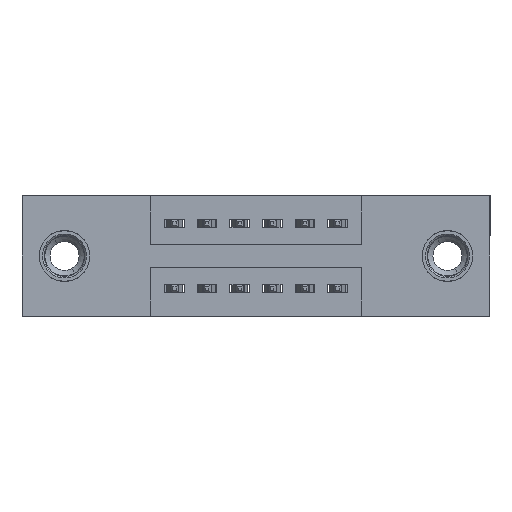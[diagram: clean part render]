
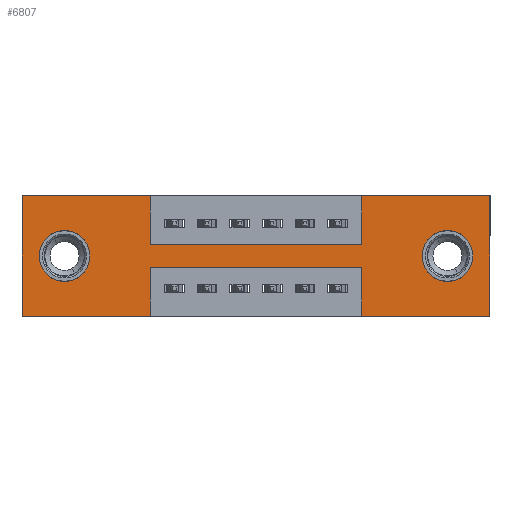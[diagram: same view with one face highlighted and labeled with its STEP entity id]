
A CAD part, front view. The second image highlights one B-rep face of the part: STEP entity #6807.
In plain terms, the highlighted planar face has unit normal (0, -1, 0).
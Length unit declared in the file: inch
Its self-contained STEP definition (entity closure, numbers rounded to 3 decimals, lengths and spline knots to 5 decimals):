
#21 = CARTESIAN_POINT ( 'NONE',  ( 1.0425, 0., -0.22 ) ) ;
#27 = LINE ( 'NONE', #3114, #1916 ) ;
#63 = CARTESIAN_POINT ( 'NONE',  ( 0., 0., 0. ) ) ;
#214 = EDGE_LOOP ( 'NONE', ( #814, #1830, #7615, #294, #3464, #7373, #11463, #5800, #7533, #5136, #8229, #2667 ) ) ;
#251 = VERTEX_POINT ( 'NONE', #6145 ) ;
#264 = VECTOR ( 'NONE', #7201, 39.37008 ) ;
#294 = ORIENTED_EDGE ( 'NONE', *, *, #546, .F. ) ;
#316 = VECTOR ( 'NONE', #6866, 39.37008 ) ;
#546 = EDGE_CURVE ( 'NONE', #6025, #5249, #5887, .T. ) ;
#580 = DIRECTION ( 'NONE',  ( 1., 0., 0. ) ) ;
#608 = LINE ( 'NONE', #5923, #316 ) ;
#662 = CARTESIAN_POINT ( 'NONE',  ( 0., 0., -0.37 ) ) ;
#814 = ORIENTED_EDGE ( 'NONE', *, *, #5159, .F. ) ;
#852 = CARTESIAN_POINT ( 'NONE',  ( 0., 0., -0.37 ) ) ;
#856 = LINE ( 'NONE', #4399, #3349 ) ;
#885 = CARTESIAN_POINT ( 'NONE',  ( 0.3925, 0., -0.37 ) ) ;
#1042 = CARTESIAN_POINT ( 'NONE',  ( 1.0425, 0., -0.37 ) ) ;
#1101 = CARTESIAN_POINT ( 'NONE',  ( 1.0425, 0., -0.15 ) ) ;
#1294 = CARTESIAN_POINT ( 'NONE',  ( 1.435, 0., -0.37 ) ) ;
#1505 = CARTESIAN_POINT ( 'NONE',  ( 0., 0., 0. ) ) ;
#1650 = CARTESIAN_POINT ( 'NONE',  ( 0.3925, 0., -0.15 ) ) ;
#1661 = ORIENTED_EDGE ( 'NONE', *, *, #9760, .T. ) ;
#1668 = LINE ( 'NONE', #3128, #4451 ) ;
#1762 = DIRECTION ( 'NONE',  ( 0., 0., -1. ) ) ;
#1797 = LINE ( 'NONE', #1505, #8809 ) ;
#1830 = ORIENTED_EDGE ( 'NONE', *, *, #8938, .F. ) ;
#1839 = DIRECTION ( 'NONE',  ( 0., 0., -1. ) ) ;
#1904 = VECTOR ( 'NONE', #4954, 39.37008 ) ;
#1916 = VECTOR ( 'NONE', #11218, 39.37008 ) ;
#1972 = CARTESIAN_POINT ( 'NONE',  ( 0.13, 0., -0.185 ) ) ;
#2202 = LINE ( 'NONE', #4034, #1904 ) ;
#2401 = CARTESIAN_POINT ( 'NONE',  ( 0., 0., 0. ) ) ;
#2408 = VERTEX_POINT ( 'NONE', #6081 ) ;
#2424 = VERTEX_POINT ( 'NONE', #5989 ) ;
#2462 = CARTESIAN_POINT ( 'NONE',  ( 0.13, 0., -0.185 ) ) ;
#2667 = ORIENTED_EDGE ( 'NONE', *, *, #5158, .F. ) ;
#2859 = LINE ( 'NONE', #2401, #10095 ) ;
#2900 = DIRECTION ( 'NONE',  ( 0., 0., 1. ) ) ;
#2904 = CARTESIAN_POINT ( 'NONE',  ( 1.305, 0., -0.185 ) ) ;
#3114 = CARTESIAN_POINT ( 'NONE',  ( 0., 0., 0. ) ) ;
#3128 = CARTESIAN_POINT ( 'NONE',  ( 1.0425, 0., 0. ) ) ;
#3271 = FACE_BOUND ( 'NONE', #11425, .T. ) ;
#3293 = EDGE_CURVE ( 'NONE', #2424, #7364, #3662, .T. ) ;
#3322 = LINE ( 'NONE', #852, #10260 ) ;
#3349 = VECTOR ( 'NONE', #3445, 39.37008 ) ;
#3381 = EDGE_CURVE ( 'NONE', #5249, #6987, #608, .T. ) ;
#3394 = DIRECTION ( 'NONE',  ( 0., 0., 1. ) ) ;
#3445 = DIRECTION ( 'NONE',  ( 0., 0., -1. ) ) ;
#3464 = ORIENTED_EDGE ( 'NONE', *, *, #4283, .F. ) ;
#3547 = ORIENTED_EDGE ( 'NONE', *, *, #9450, .T. ) ;
#3662 = CIRCLE ( 'NONE', #8007, 0.078 ) ;
#3844 = ORIENTED_EDGE ( 'NONE', *, *, #11135, .T. ) ;
#3864 = DIRECTION ( 'NONE',  ( 0., 0., -1. ) ) ;
#3968 = CARTESIAN_POINT ( 'NONE',  ( 1.305, 0., -0.185 ) ) ;
#4034 = CARTESIAN_POINT ( 'NONE',  ( 0.3925, 0., -0.22 ) ) ;
#4100 = VERTEX_POINT ( 'NONE', #4117 ) ;
#4117 = CARTESIAN_POINT ( 'NONE',  ( 0.3925, 0., -0.37 ) ) ;
#4149 = VERTEX_POINT ( 'NONE', #8704 ) ;
#4218 = CARTESIAN_POINT ( 'NONE',  ( 1.305, 0., -0.107 ) ) ;
#4283 = EDGE_CURVE ( 'NONE', #9645, #6025, #856, .T. ) ;
#4343 = EDGE_CURVE ( 'NONE', #10212, #9507, #9731, .T. ) ;
#4371 = CARTESIAN_POINT ( 'NONE',  ( 0., 0., -0.37 ) ) ;
#4399 = CARTESIAN_POINT ( 'NONE',  ( 1.435, 0., 0. ) ) ;
#4451 = VECTOR ( 'NONE', #10372, 39.37008 ) ;
#4559 = VERTEX_POINT ( 'NONE', #63 ) ;
#4874 = DIRECTION ( 'NONE',  ( -1., 0., 0. ) ) ;
#4887 = DIRECTION ( 'NONE',  ( 0., 0., -1. ) ) ;
#4954 = DIRECTION ( 'NONE',  ( -1., 0., 0. ) ) ;
#5136 = ORIENTED_EDGE ( 'NONE', *, *, #7422, .F. ) ;
#5158 = EDGE_CURVE ( 'NONE', #4100, #10337, #3322, .T. ) ;
#5159 = EDGE_CURVE ( 'NONE', #2408, #4100, #10533, .T. ) ;
#5249 = VERTEX_POINT ( 'NONE', #1042 ) ;
#5283 = AXIS2_PLACEMENT_3D ( 'NONE', #1972, #8393, #2900 ) ;
#5295 = PLANE ( 'NONE',  #9109 ) ;
#5483 = VECTOR ( 'NONE', #1839, 39.37008 ) ;
#5750 = AXIS2_PLACEMENT_3D ( 'NONE', #2904, #9272, #3864 ) ;
#5800 = ORIENTED_EDGE ( 'NONE', *, *, #4343, .F. ) ;
#5887 = LINE ( 'NONE', #4371, #10366 ) ;
#5923 = CARTESIAN_POINT ( 'NONE',  ( 1.0425, 0., -0.37 ) ) ;
#5989 = CARTESIAN_POINT ( 'NONE',  ( 1.305, 0., -0.263 ) ) ;
#6017 = EDGE_CURVE ( 'NONE', #9507, #4149, #1668, .T. ) ;
#6025 = VERTEX_POINT ( 'NONE', #1294 ) ;
#6081 = CARTESIAN_POINT ( 'NONE',  ( 0.3925, 0., -0.22 ) ) ;
#6145 = CARTESIAN_POINT ( 'NONE',  ( 0.3925, 0., 0. ) ) ;
#6216 = DIRECTION ( 'NONE',  ( 0., 0., -1. ) ) ;
#6389 = ORIENTED_EDGE ( 'NONE', *, *, #3293, .T. ) ;
#6807 = ADVANCED_FACE ( 'NONE', ( #7873, #3271, #8144 ), #5295, .T. ) ;
#6828 = CARTESIAN_POINT ( 'NONE',  ( 0.3925, 0., -0.15 ) ) ;
#6866 = DIRECTION ( 'NONE',  ( 0., 0., 1. ) ) ;
#6987 = VERTEX_POINT ( 'NONE', #21 ) ;
#7201 = DIRECTION ( 'NONE',  ( 1., 0., 0. ) ) ;
#7364 = VERTEX_POINT ( 'NONE', #4218 ) ;
#7373 = ORIENTED_EDGE ( 'NONE', *, *, #8519, .F. ) ;
#7422 = EDGE_CURVE ( 'NONE', #4559, #251, #1797, .T. ) ;
#7516 = AXIS2_PLACEMENT_3D ( 'NONE', #2462, #8840, #3394 ) ;
#7533 = ORIENTED_EDGE ( 'NONE', *, *, #9925, .F. ) ;
#7615 = ORIENTED_EDGE ( 'NONE', *, *, #3381, .F. ) ;
#7738 = CARTESIAN_POINT ( 'NONE',  ( 1.435, 0., 0. ) ) ;
#7873 = FACE_BOUND ( 'NONE', #8550, .T. ) ;
#7910 = DIRECTION ( 'NONE',  ( 0., 0., 1. ) ) ;
#8007 = AXIS2_PLACEMENT_3D ( 'NONE', #3968, #10267, #4887 ) ;
#8144 = FACE_OUTER_BOUND ( 'NONE', #214, .T. ) ;
#8195 = CARTESIAN_POINT ( 'NONE',  ( 0.13, 0., -0.107 ) ) ;
#8229 = ORIENTED_EDGE ( 'NONE', *, *, #10862, .F. ) ;
#8393 = DIRECTION ( 'NONE',  ( 0., 1., 0. ) ) ;
#8402 = VERTEX_POINT ( 'NONE', #9235 ) ;
#8519 = EDGE_CURVE ( 'NONE', #4149, #9645, #27, .T. ) ;
#8550 = EDGE_LOOP ( 'NONE', ( #3844, #6389 ) ) ;
#8615 = LINE ( 'NONE', #11668, #10682 ) ;
#8704 = CARTESIAN_POINT ( 'NONE',  ( 1.0425, 0., 0. ) ) ;
#8809 = VECTOR ( 'NONE', #580, 39.37008 ) ;
#8840 = DIRECTION ( 'NONE',  ( 0., 1., 0. ) ) ;
#8888 = CARTESIAN_POINT ( 'NONE',  ( 0., 0., -0.37 ) ) ;
#8902 = CIRCLE ( 'NONE', #5283, 0.078 ) ;
#8938 = EDGE_CURVE ( 'NONE', #6987, #2408, #2202, .T. ) ;
#9109 = AXIS2_PLACEMENT_3D ( 'NONE', #8888, #11524, #6216 ) ;
#9235 = CARTESIAN_POINT ( 'NONE',  ( 0.13, 0., -0.263 ) ) ;
#9272 = DIRECTION ( 'NONE',  ( 0., 1., 0. ) ) ;
#9450 = EDGE_CURVE ( 'NONE', #9941, #8402, #8902, .T. ) ;
#9507 = VERTEX_POINT ( 'NONE', #1101 ) ;
#9645 = VERTEX_POINT ( 'NONE', #7738 ) ;
#9731 = LINE ( 'NONE', #1650, #264 ) ;
#9760 = EDGE_CURVE ( 'NONE', #8402, #9941, #9995, .T. ) ;
#9925 = EDGE_CURVE ( 'NONE', #251, #10212, #8615, .T. ) ;
#9941 = VERTEX_POINT ( 'NONE', #8195 ) ;
#9995 = CIRCLE ( 'NONE', #7516, 0.078 ) ;
#10095 = VECTOR ( 'NONE', #7910, 39.37008 ) ;
#10212 = VERTEX_POINT ( 'NONE', #6828 ) ;
#10260 = VECTOR ( 'NONE', #11749, 39.37008 ) ;
#10267 = DIRECTION ( 'NONE',  ( 0., 1., 0. ) ) ;
#10337 = VERTEX_POINT ( 'NONE', #662 ) ;
#10366 = VECTOR ( 'NONE', #4874, 39.37008 ) ;
#10372 = DIRECTION ( 'NONE',  ( 0., 0., 1. ) ) ;
#10533 = LINE ( 'NONE', #885, #5483 ) ;
#10682 = VECTOR ( 'NONE', #1762, 39.37008 ) ;
#10862 = EDGE_CURVE ( 'NONE', #10337, #4559, #2859, .T. ) ;
#11135 = EDGE_CURVE ( 'NONE', #7364, #2424, #11733, .T. ) ;
#11218 = DIRECTION ( 'NONE',  ( 1., 0., 0. ) ) ;
#11425 = EDGE_LOOP ( 'NONE', ( #3547, #1661 ) ) ;
#11463 = ORIENTED_EDGE ( 'NONE', *, *, #6017, .F. ) ;
#11524 = DIRECTION ( 'NONE',  ( 0., -1., 0. ) ) ;
#11668 = CARTESIAN_POINT ( 'NONE',  ( 0.3925, 0., 0. ) ) ;
#11733 = CIRCLE ( 'NONE', #5750, 0.078 ) ;
#11749 = DIRECTION ( 'NONE',  ( -1., 0., 0. ) ) ;
